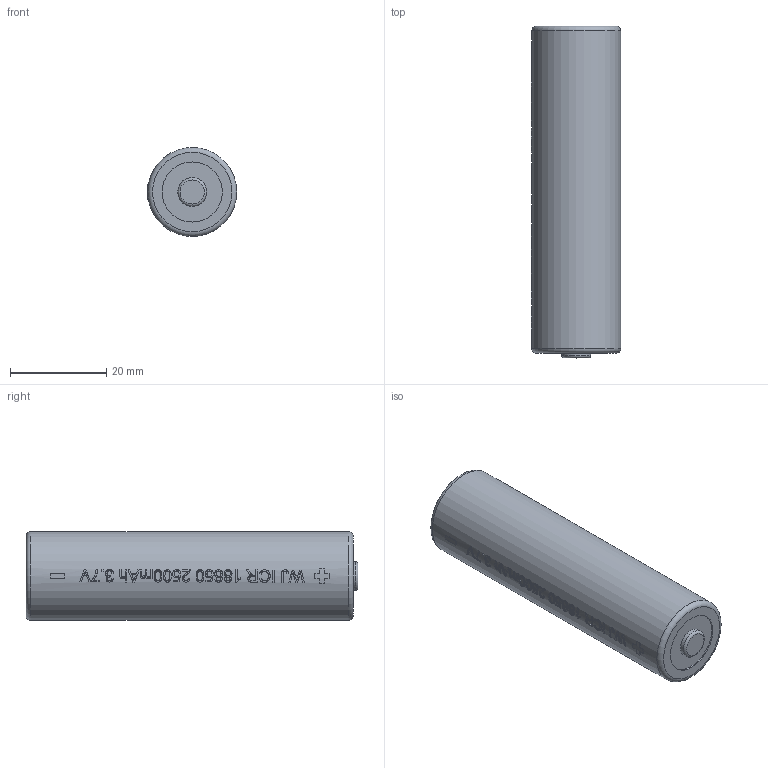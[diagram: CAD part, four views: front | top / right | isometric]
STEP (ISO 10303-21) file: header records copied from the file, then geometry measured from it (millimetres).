
FILE_DESCRIPTION(/* description */ (''),/* implementation_level */ '2;1');
FILE_NAME(/* name */ '1S v1.step',/* time_stamp */ '2024-04-01T13:41:10+10:00',/* author */ (''),/* organization */ (''),/* preprocessor_version */ 'ST-DEVELOPER v20',/* originating_system */ 'Autodesk Translation Framework v12.20.1.177',/* authorisation */ '');
FILE_SCHEMA (('AUTOMOTIVE_DESIGN { 1 0 10303 214 3 1 1 }'));
Length unit declared in the file: millimetre
Products named in the file (1): 1S
Bounding box: 18.6 x 69 x 18.5 mm (x, y, z)
Volume: 18257.5 mm3; surface area: 4497.6 mm2
Topology: 1 solids, 1 shells, 198 faces, 555 edges, 370 vertices
Faces by surface type: bspline 116, cylinder 43, plane 36, torus 3
Full cylindrical faces by diameter (mm): 6 x1, 12.5 x1, 18.5 x1
Entity records: 13317 total; most frequent: CARTESIAN_POINT 9092, ORIENTED_EDGE 1110, EDGE_CURVE 555, DIRECTION 417, VERTEX_POINT 370, B_SPLINE_CURVE_WITH_KNOTS 326, EDGE_LOOP 209, LINE 207
